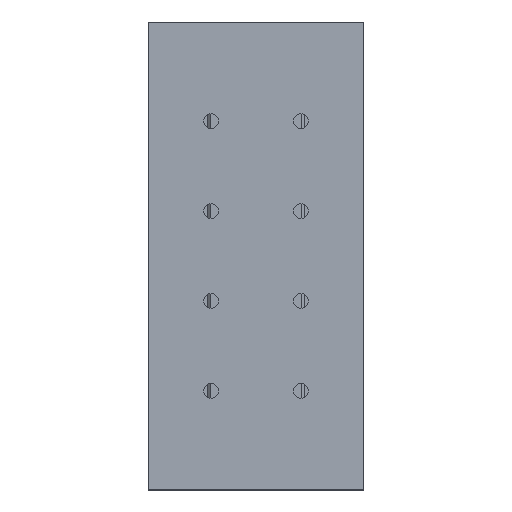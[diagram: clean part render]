
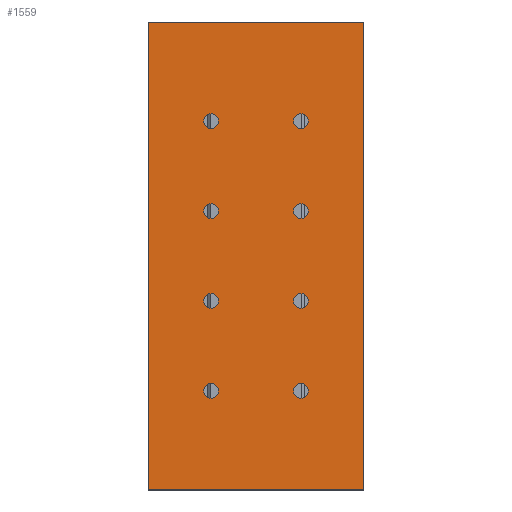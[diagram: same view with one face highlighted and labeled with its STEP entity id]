
A CAD part, top view. The second image highlights one B-rep face of the part: STEP entity #1559.
In plain terms, the highlighted planar face has unit normal (0, 0, 1).
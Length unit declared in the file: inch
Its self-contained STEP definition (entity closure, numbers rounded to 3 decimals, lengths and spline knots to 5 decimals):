
#285=CARTESIAN_POINT('',(-0.41,0.003,0.364));
#286=VERTEX_POINT('',#285);
#302=CARTESIAN_POINT('',(-0.574,0.003,0.364));
#303=VERTEX_POINT('',#302);
#310=CARTESIAN_POINT('',(-0.492,0.003,0.364));
#311=DIRECTION('',(0.0,0.0,-1.0));
#312=DIRECTION('',(1.0,0.0,0.0));
#313=AXIS2_PLACEMENT_3D('',#310,#311,#312);
#314=CIRCLE('',#313,0.082);
#315=EDGE_CURVE('',#286,#303,#314,.T.);
#348=CARTESIAN_POINT('',(0.574,2.955,0.364));
#349=VERTEX_POINT('',#348);
#365=CARTESIAN_POINT('',(0.41,2.955,0.364));
#366=VERTEX_POINT('',#365);
#373=CARTESIAN_POINT('',(0.492,2.955,0.364));
#374=DIRECTION('',(0.0,0.0,-1.0));
#375=DIRECTION('',(1.0,0.0,0.0));
#376=AXIS2_PLACEMENT_3D('',#373,#374,#375);
#377=CIRCLE('',#376,0.082);
#378=EDGE_CURVE('',#349,#366,#377,.T.);
#411=CARTESIAN_POINT('',(0.574,0.003,0.364));
#412=VERTEX_POINT('',#411);
#428=CARTESIAN_POINT('',(0.41,0.003,0.364));
#429=VERTEX_POINT('',#428);
#436=CARTESIAN_POINT('',(0.492,0.003,0.364));
#437=DIRECTION('',(0.0,0.0,-1.0));
#438=DIRECTION('',(1.0,0.0,0.0));
#439=AXIS2_PLACEMENT_3D('',#436,#437,#438);
#440=CIRCLE('',#439,0.082);
#441=EDGE_CURVE('',#412,#429,#440,.T.);
#474=CARTESIAN_POINT('',(-0.41,0.987,0.364));
#475=VERTEX_POINT('',#474);
#491=CARTESIAN_POINT('',(-0.574,0.987,0.364));
#492=VERTEX_POINT('',#491);
#499=CARTESIAN_POINT('',(-0.492,0.987,0.364));
#500=DIRECTION('',(0.0,0.0,-1.0));
#501=DIRECTION('',(1.0,0.0,0.0));
#502=AXIS2_PLACEMENT_3D('',#499,#500,#501);
#503=CIRCLE('',#502,0.082);
#504=EDGE_CURVE('',#475,#492,#503,.T.);
#537=CARTESIAN_POINT('',(0.574,0.987,0.364));
#538=VERTEX_POINT('',#537);
#554=CARTESIAN_POINT('',(0.41,0.987,0.364));
#555=VERTEX_POINT('',#554);
#562=CARTESIAN_POINT('',(0.492,0.987,0.364));
#563=DIRECTION('',(0.0,0.0,-1.0));
#564=DIRECTION('',(1.0,0.0,0.0));
#565=AXIS2_PLACEMENT_3D('',#562,#563,#564);
#566=CIRCLE('',#565,0.082);
#567=EDGE_CURVE('',#538,#555,#566,.T.);
#600=CARTESIAN_POINT('',(-0.41,1.971,0.364));
#601=VERTEX_POINT('',#600);
#617=CARTESIAN_POINT('',(-0.574,1.971,0.364));
#618=VERTEX_POINT('',#617);
#625=CARTESIAN_POINT('',(-0.492,1.971,0.364));
#626=DIRECTION('',(0.0,0.0,-1.0));
#627=DIRECTION('',(1.0,0.0,0.0));
#628=AXIS2_PLACEMENT_3D('',#625,#626,#627);
#629=CIRCLE('',#628,0.082);
#630=EDGE_CURVE('',#601,#618,#629,.T.);
#663=CARTESIAN_POINT('',(0.574,1.971,0.364));
#664=VERTEX_POINT('',#663);
#680=CARTESIAN_POINT('',(0.41,1.971,0.364));
#681=VERTEX_POINT('',#680);
#688=CARTESIAN_POINT('',(0.492,1.971,0.364));
#689=DIRECTION('',(0.0,0.0,-1.0));
#690=DIRECTION('',(1.0,0.0,0.0));
#691=AXIS2_PLACEMENT_3D('',#688,#689,#690);
#692=CIRCLE('',#691,0.082);
#693=EDGE_CURVE('',#664,#681,#692,.T.);
#726=CARTESIAN_POINT('',(-0.41,2.955,0.364));
#727=VERTEX_POINT('',#726);
#743=CARTESIAN_POINT('',(-0.574,2.955,0.364));
#744=VERTEX_POINT('',#743);
#751=CARTESIAN_POINT('',(-0.492,2.955,0.364));
#752=DIRECTION('',(0.0,0.0,-1.0));
#753=DIRECTION('',(1.0,0.0,0.0));
#754=AXIS2_PLACEMENT_3D('',#751,#752,#753);
#755=CIRCLE('',#754,0.082);
#756=EDGE_CURVE('',#727,#744,#755,.T.);
#788=CARTESIAN_POINT('',(-0.492,2.955,0.364));
#789=DIRECTION('',(0.0,0.0,-1.0));
#790=DIRECTION('',(1.0,0.0,0.0));
#791=AXIS2_PLACEMENT_3D('',#788,#789,#790);
#792=CIRCLE('',#791,0.082);
#793=EDGE_CURVE('',#744,#727,#792,.T.);
#833=CARTESIAN_POINT('',(0.492,1.971,0.364));
#834=DIRECTION('',(0.0,0.0,-1.0));
#835=DIRECTION('',(1.0,0.0,0.0));
#836=AXIS2_PLACEMENT_3D('',#833,#834,#835);
#837=CIRCLE('',#836,0.082);
#838=EDGE_CURVE('',#681,#664,#837,.T.);
#878=CARTESIAN_POINT('',(-0.492,1.971,0.364));
#879=DIRECTION('',(0.0,0.0,-1.0));
#880=DIRECTION('',(1.0,0.0,0.0));
#881=AXIS2_PLACEMENT_3D('',#878,#879,#880);
#882=CIRCLE('',#881,0.082);
#883=EDGE_CURVE('',#618,#601,#882,.T.);
#923=CARTESIAN_POINT('',(0.492,0.987,0.364));
#924=DIRECTION('',(0.0,0.0,-1.0));
#925=DIRECTION('',(1.0,0.0,0.0));
#926=AXIS2_PLACEMENT_3D('',#923,#924,#925);
#927=CIRCLE('',#926,0.082);
#928=EDGE_CURVE('',#555,#538,#927,.T.);
#968=CARTESIAN_POINT('',(-0.492,0.987,0.364));
#969=DIRECTION('',(0.0,0.0,-1.0));
#970=DIRECTION('',(1.0,0.0,0.0));
#971=AXIS2_PLACEMENT_3D('',#968,#969,#970);
#972=CIRCLE('',#971,0.082);
#973=EDGE_CURVE('',#492,#475,#972,.T.);
#1013=CARTESIAN_POINT('',(0.492,0.003,0.364));
#1014=DIRECTION('',(0.0,0.0,-1.0));
#1015=DIRECTION('',(1.0,0.0,0.0));
#1016=AXIS2_PLACEMENT_3D('',#1013,#1014,#1015);
#1017=CIRCLE('',#1016,0.082);
#1018=EDGE_CURVE('',#429,#412,#1017,.T.);
#1058=CARTESIAN_POINT('',(0.492,2.955,0.364));
#1059=DIRECTION('',(0.0,0.0,-1.0));
#1060=DIRECTION('',(1.0,0.0,0.0));
#1061=AXIS2_PLACEMENT_3D('',#1058,#1059,#1060);
#1062=CIRCLE('',#1061,0.082);
#1063=EDGE_CURVE('',#366,#349,#1062,.T.);
#1081=CARTESIAN_POINT('',(-1.181,4.04,0.364));
#1082=VERTEX_POINT('',#1081);
#1091=CARTESIAN_POINT('',(1.181,4.04,0.364));
#1092=VERTEX_POINT('',#1091);
#1093=CARTESIAN_POINT('',(1.181,4.04,0.364));
#1094=DIRECTION('',(-1.0,0.0,0.0));
#1095=VECTOR('',#1094,2.362);
#1096=LINE('',#1093,#1095);
#1097=EDGE_CURVE('',#1092,#1082,#1096,.T.);
#1207=CARTESIAN_POINT('',(-0.492,0.003,0.364));
#1208=DIRECTION('',(0.0,0.0,-1.0));
#1209=DIRECTION('',(1.0,0.0,0.0));
#1210=AXIS2_PLACEMENT_3D('',#1207,#1208,#1209);
#1211=CIRCLE('',#1210,0.082);
#1212=EDGE_CURVE('',#303,#286,#1211,.T.);
#1485=CARTESIAN_POINT('',(1.181,-1.08,0.364));
#1486=VERTEX_POINT('',#1485);
#1487=CARTESIAN_POINT('',(1.181,-1.08,0.364));
#1488=DIRECTION('',(0.0,1.0,0.0));
#1489=VECTOR('',#1488,5.12);
#1490=LINE('',#1487,#1489);
#1491=EDGE_CURVE('',#1486,#1092,#1490,.T.);
#1504=CARTESIAN_POINT('',(1.181,-1.08,0.364));
#1505=DIRECTION('',(0.0,0.0,1.0));
#1506=DIRECTION('',(1.0,0.0,0.0));
#1507=AXIS2_PLACEMENT_3D('',#1504,#1505,#1506);
#1508=PLANE('',#1507);
#1509=CARTESIAN_POINT('',(-1.181,-1.08,0.364));
#1510=VERTEX_POINT('',#1509);
#1511=CARTESIAN_POINT('',(-1.181,-1.08,0.364));
#1512=DIRECTION('',(0.0,1.0,0.0));
#1513=VECTOR('',#1512,5.12);
#1514=LINE('',#1511,#1513);
#1515=EDGE_CURVE('',#1510,#1082,#1514,.T.);
#1516=ORIENTED_EDGE('',*,*,#1515,.F.);
#1517=CARTESIAN_POINT('',(-1.181,-1.08,0.364));
#1518=DIRECTION('',(1.0,0.0,0.0));
#1519=VECTOR('',#1518,2.362);
#1520=LINE('',#1517,#1519);
#1521=EDGE_CURVE('',#1510,#1486,#1520,.T.);
#1522=ORIENTED_EDGE('',*,*,#1521,.T.);
#1523=ORIENTED_EDGE('',*,*,#1491,.T.);
#1524=ORIENTED_EDGE('',*,*,#1097,.T.);
#1525=EDGE_LOOP('',(#1516,#1522,#1523,#1524));
#1526=FACE_OUTER_BOUND('',#1525,.T.);
#1527=ORIENTED_EDGE('',*,*,#756,.T.);
#1528=ORIENTED_EDGE('',*,*,#793,.T.);
#1529=EDGE_LOOP('',(#1527,#1528));
#1530=FACE_BOUND('',#1529,.T.);
#1531=ORIENTED_EDGE('',*,*,#693,.T.);
#1532=ORIENTED_EDGE('',*,*,#838,.T.);
#1533=EDGE_LOOP('',(#1531,#1532));
#1534=FACE_BOUND('',#1533,.T.);
#1535=ORIENTED_EDGE('',*,*,#630,.T.);
#1536=ORIENTED_EDGE('',*,*,#883,.T.);
#1537=EDGE_LOOP('',(#1535,#1536));
#1538=FACE_BOUND('',#1537,.T.);
#1539=ORIENTED_EDGE('',*,*,#567,.T.);
#1540=ORIENTED_EDGE('',*,*,#928,.T.);
#1541=EDGE_LOOP('',(#1539,#1540));
#1542=FACE_BOUND('',#1541,.T.);
#1543=ORIENTED_EDGE('',*,*,#504,.T.);
#1544=ORIENTED_EDGE('',*,*,#973,.T.);
#1545=EDGE_LOOP('',(#1543,#1544));
#1546=FACE_BOUND('',#1545,.T.);
#1547=ORIENTED_EDGE('',*,*,#441,.T.);
#1548=ORIENTED_EDGE('',*,*,#1018,.T.);
#1549=EDGE_LOOP('',(#1547,#1548));
#1550=FACE_BOUND('',#1549,.T.);
#1551=ORIENTED_EDGE('',*,*,#378,.T.);
#1552=ORIENTED_EDGE('',*,*,#1063,.T.);
#1553=EDGE_LOOP('',(#1551,#1552));
#1554=FACE_BOUND('',#1553,.T.);
#1555=ORIENTED_EDGE('',*,*,#315,.T.);
#1556=ORIENTED_EDGE('',*,*,#1212,.T.);
#1557=EDGE_LOOP('',(#1555,#1556));
#1558=FACE_BOUND('',#1557,.T.);
#1559=ADVANCED_FACE('',(#1526,#1530,#1534,#1538,#1542,#1546,#1550,#1554,#1558),#1508,.T.);
